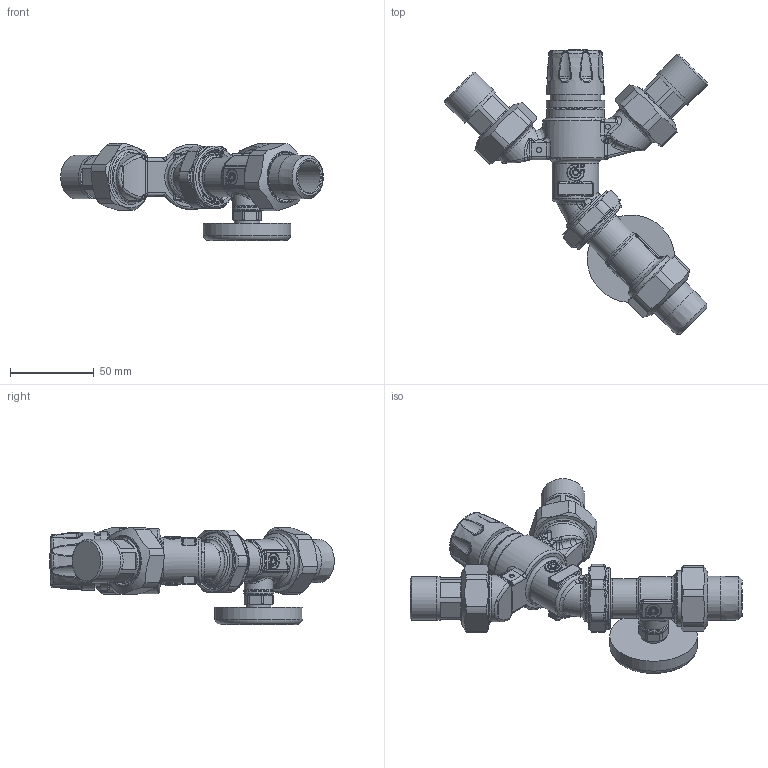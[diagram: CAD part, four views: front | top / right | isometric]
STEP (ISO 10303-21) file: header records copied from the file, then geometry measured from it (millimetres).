
FILE_DESCRIPTION(/* description */ (''),/* implementation_level */ '2;1');
FILE_NAME(/* name */ '520510AC.stp',/* time_stamp */ '2025-07-08T16:41:51-05:00',/* author */ ('ischreiner'),/* organization */ (''),/* preprocessor_version */ 'ST-DEVELOPER v20',/* originating_system */ 'Autodesk Inventor 2024',/* authorisation */ '');
FILE_SCHEMA (('AUTOMOTIVE_DESIGN { 1 0 10303 214 3 1 1 }'));
Products named in the file (6): 520510AC; New 520051A body; 59840A; NA10358_Simplify_1; F61008 - 1 inch union nut; 31901A
Assembly tree (8 placements, depth 2):
  520510AC
    New 520051A body
    59840A  x2
    NA10358_Simplify_1
    F61008 - 1 inch union nut  x3
    31901A
Bounding box: 156.98 x 169.97 x 57.97 mm (x, y, z)
Volume: 262926 mm3; surface area: 68729.8 mm2
Topology: 12 solids, 12 shells, 1490 faces, 3445 edges, 1893 vertices
Faces by surface type: cylinder 458, bspline 404, plane 282, torus 160, sphere 112, cone 74
Full cylindrical faces by diameter (mm): 3 x2, 9.017 x1, 11.176 x1, 11.227 x1, 12.954 x1, 13.6 x1, 15.24 x1, 15.875 x1, 17 x1, 18 x1, 19 x1, 23.5 x1, 24 x1, 26 x4, 26.5 x1, 26.924 x3, 27.7 x1, 28 x2, 29.6 x1, 30 x3, 30.302 x3, 30.5 x1, 33.1 x4, 34.5 x1, 37 x2, 52.324 x1
Entity records: 76719 total; most frequent: CARTESIAN_POINT 46724, ORIENTED_EDGE 6292, DIRECTION 5777, EDGE_CURVE 3146, AXIS2_PLACEMENT_3D 2462, VERTEX_POINT 1785, EDGE_LOOP 1469, FACE_OUTER_BOUND 1421
